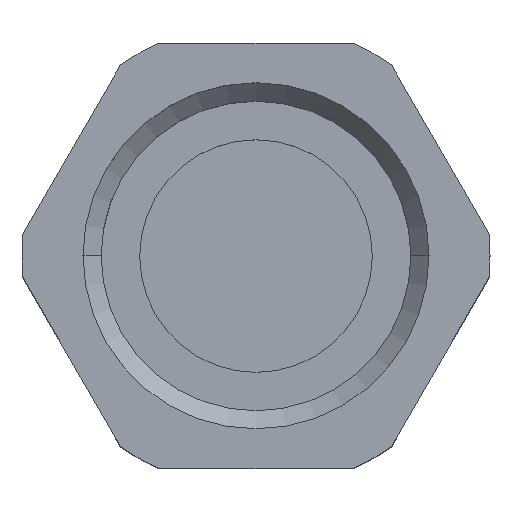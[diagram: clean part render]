
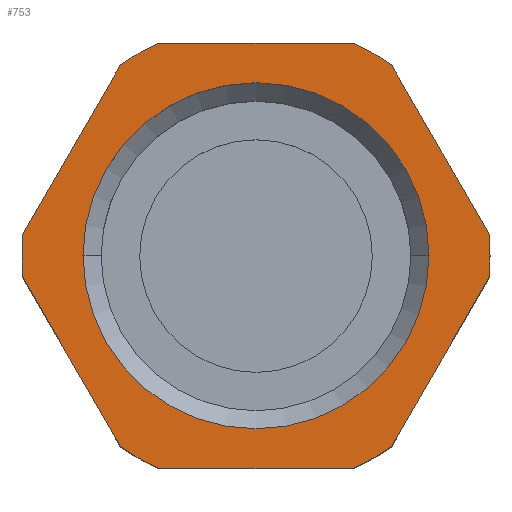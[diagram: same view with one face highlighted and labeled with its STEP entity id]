
A CAD part, top view. The second image highlights one B-rep face of the part: STEP entity #753.
In plain terms, the highlighted face is planar.
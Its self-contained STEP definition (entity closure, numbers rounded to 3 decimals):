
#75=CARTESIAN_POINT('',(-4.777,-6.726,0.));
#76=VERTEX_POINT('',#75);
#83=CARTESIAN_POINT('',(-3.437,-7.5,0.));
#84=VERTEX_POINT('',#83);
#85=CARTESIAN_POINT('',(0.,0.,0.));
#86=DIRECTION('',(0.,0.,1.));
#87=DIRECTION('',(1.,0.,0.));
#88=AXIS2_PLACEMENT_3D('',#85,#86,#87);
#89=CIRCLE('',#88,8.25);
#90=EDGE_CURVE('',#76,#84,#89,.T.);
#164=CARTESIAN_POINT('',(-8.214,-0.774,0.));
#165=VERTEX_POINT('',#164);
#172=CARTESIAN_POINT('',(-4.777,-6.726,0.));
#173=DIRECTION('',(-0.5,0.866,0.));
#174=VECTOR('',#173,6.874);
#175=LINE('',#172,#174);
#176=EDGE_CURVE('',#76,#165,#175,.T.);
#231=CARTESIAN_POINT('',(8.25,-0.,0.));
#232=VERTEX_POINT('',#231);
#239=CARTESIAN_POINT('',(8.214,0.774,0.));
#240=VERTEX_POINT('',#239);
#241=CARTESIAN_POINT('',(0.,0.,0.));
#242=DIRECTION('',(0.,0.,1.));
#243=DIRECTION('',(1.,0.,0.));
#244=AXIS2_PLACEMENT_3D('',#241,#242,#243);
#245=CIRCLE('',#244,8.25);
#246=EDGE_CURVE('',#232,#240,#245,.T.);
#282=CARTESIAN_POINT('',(4.777,6.726,0.));
#283=VERTEX_POINT('',#282);
#290=CARTESIAN_POINT('',(3.437,7.5,0.));
#291=VERTEX_POINT('',#290);
#292=CARTESIAN_POINT('',(0.,0.,0.));
#293=DIRECTION('',(0.,0.,1.));
#294=DIRECTION('',(1.,0.,0.));
#295=AXIS2_PLACEMENT_3D('',#292,#293,#294);
#296=CIRCLE('',#295,8.25);
#297=EDGE_CURVE('',#283,#291,#296,.T.);
#367=CARTESIAN_POINT('',(-3.437,7.5,0.));
#368=VERTEX_POINT('',#367);
#375=CARTESIAN_POINT('',(-4.777,6.726,0.));
#376=VERTEX_POINT('',#375);
#377=CARTESIAN_POINT('',(0.,0.,0.));
#378=DIRECTION('',(0.,0.,1.));
#379=DIRECTION('',(1.,0.,0.));
#380=AXIS2_PLACEMENT_3D('',#377,#378,#379);
#381=CIRCLE('',#380,8.25);
#382=EDGE_CURVE('',#368,#376,#381,.T.);
#407=CARTESIAN_POINT('',(3.437,-7.5,0.));
#408=VERTEX_POINT('',#407);
#409=CARTESIAN_POINT('',(3.437,-7.5,0.));
#410=DIRECTION('',(-1.,0.,0.));
#411=VECTOR('',#410,6.874);
#412=LINE('',#409,#411);
#413=EDGE_CURVE('',#408,#84,#412,.T.);
#431=CARTESIAN_POINT('',(-8.25,0.,0.));
#432=VERTEX_POINT('',#431);
#439=CARTESIAN_POINT('',(0.,0.,0.));
#440=DIRECTION('',(0.,0.,1.));
#441=DIRECTION('',(1.,0.,0.));
#442=AXIS2_PLACEMENT_3D('',#439,#440,#441);
#443=CIRCLE('',#442,8.25);
#444=EDGE_CURVE('',#432,#165,#443,.T.);
#515=CARTESIAN_POINT('',(-3.437,7.5,0.));
#516=DIRECTION('',(1.,0.,-0.));
#517=VECTOR('',#516,6.874);
#518=LINE('',#515,#517);
#519=EDGE_CURVE('',#368,#291,#518,.T.);
#575=CARTESIAN_POINT('',(-8.214,0.774,0.));
#576=VERTEX_POINT('',#575);
#577=CARTESIAN_POINT('',(-4.777,6.726,0.));
#578=DIRECTION('',(-0.5,-0.866,0.));
#579=VECTOR('',#578,6.874);
#580=LINE('',#577,#579);
#581=EDGE_CURVE('',#376,#576,#580,.T.);
#604=CARTESIAN_POINT('',(4.777,6.726,0.));
#605=DIRECTION('',(0.5,-0.866,0.));
#606=VECTOR('',#605,6.874);
#607=LINE('',#604,#606);
#608=EDGE_CURVE('',#283,#240,#607,.T.);
#669=CARTESIAN_POINT('',(4.777,-6.726,0.));
#670=VERTEX_POINT('',#669);
#677=CARTESIAN_POINT('',(8.214,-0.774,0.));
#678=VERTEX_POINT('',#677);
#679=CARTESIAN_POINT('',(8.214,-0.774,0.));
#680=DIRECTION('',(-0.5,-0.866,0.));
#681=VECTOR('',#680,6.874);
#682=LINE('',#679,#681);
#683=EDGE_CURVE('',#678,#670,#682,.T.);
#694=CARTESIAN_POINT('',(0.,0.,0.));
#695=DIRECTION('',(0.,0.,1.));
#696=DIRECTION('',(1.,0.,0.));
#697=AXIS2_PLACEMENT_3D('',#694,#695,#696);
#698=PLANE('',#697);
#699=CARTESIAN_POINT('',(-0.,-6.1,0.));
#700=VERTEX_POINT('',#699);
#701=CARTESIAN_POINT('',(0.,6.1,0.));
#702=VERTEX_POINT('',#701);
#703=CARTESIAN_POINT('',(0.,0.,0.));
#704=DIRECTION('',(0.,-0.,1.));
#705=DIRECTION('',(0.,1.,0.));
#706=AXIS2_PLACEMENT_3D('',#703,#704,#705);
#707=CIRCLE('',#706,6.1);
#708=EDGE_CURVE('',#700,#702,#707,.T.);
#709=ORIENTED_EDGE('',*,*,#708,.T.);
#710=CARTESIAN_POINT('',(0.,0.,0.));
#711=DIRECTION('',(0.,-0.,1.));
#712=DIRECTION('',(0.,1.,0.));
#713=AXIS2_PLACEMENT_3D('',#710,#711,#712);
#714=CIRCLE('',#713,6.1);
#715=EDGE_CURVE('',#702,#700,#714,.T.);
#716=ORIENTED_EDGE('',*,*,#715,.T.);
#717=EDGE_LOOP('',(#709,#716));
#718=FACE_BOUND('',#717,.T.);
#719=ORIENTED_EDGE('',*,*,#382,.F.);
#720=ORIENTED_EDGE('',*,*,#519,.T.);
#721=ORIENTED_EDGE('',*,*,#297,.F.);
#722=ORIENTED_EDGE('',*,*,#608,.T.);
#723=ORIENTED_EDGE('',*,*,#246,.F.);
#724=CARTESIAN_POINT('',(0.,0.,0.));
#725=DIRECTION('',(0.,0.,1.));
#726=DIRECTION('',(1.,0.,0.));
#727=AXIS2_PLACEMENT_3D('',#724,#725,#726);
#728=CIRCLE('',#727,8.25);
#729=EDGE_CURVE('',#678,#232,#728,.T.);
#730=ORIENTED_EDGE('',*,*,#729,.F.);
#731=ORIENTED_EDGE('',*,*,#683,.T.);
#732=CARTESIAN_POINT('',(0.,0.,0.));
#733=DIRECTION('',(0.,0.,1.));
#734=DIRECTION('',(1.,0.,0.));
#735=AXIS2_PLACEMENT_3D('',#732,#733,#734);
#736=CIRCLE('',#735,8.25);
#737=EDGE_CURVE('',#408,#670,#736,.T.);
#738=ORIENTED_EDGE('',*,*,#737,.F.);
#739=ORIENTED_EDGE('',*,*,#413,.T.);
#740=ORIENTED_EDGE('',*,*,#90,.F.);
#741=ORIENTED_EDGE('',*,*,#176,.T.);
#742=ORIENTED_EDGE('',*,*,#444,.F.);
#743=CARTESIAN_POINT('',(0.,0.,0.));
#744=DIRECTION('',(0.,0.,1.));
#745=DIRECTION('',(1.,0.,0.));
#746=AXIS2_PLACEMENT_3D('',#743,#744,#745);
#747=CIRCLE('',#746,8.25);
#748=EDGE_CURVE('',#576,#432,#747,.T.);
#749=ORIENTED_EDGE('',*,*,#748,.F.);
#750=ORIENTED_EDGE('',*,*,#581,.F.);
#751=EDGE_LOOP('',(#719,#720,#721,#722,#723,#730,#731,#738,#739,#740,#741,#742,#749,#750));
#752=FACE_BOUND('',#751,.T.);
#753=ADVANCED_FACE('',(#718,#752),#698,.F.);
